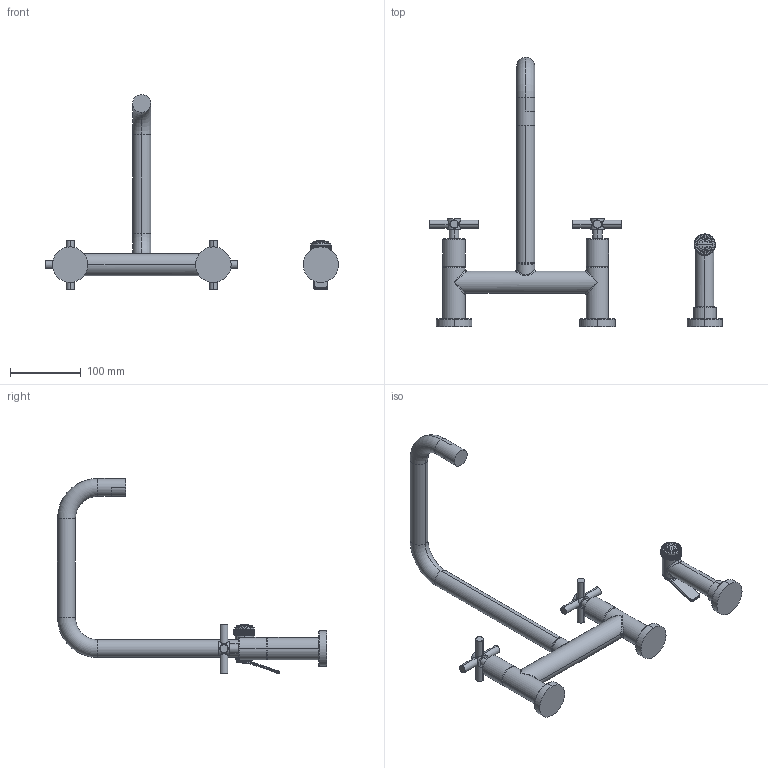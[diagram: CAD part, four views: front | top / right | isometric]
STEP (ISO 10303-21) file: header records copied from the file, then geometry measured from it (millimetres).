
FILE_DESCRIPTION((''),'2;1');
FILE_NAME('1400-5412','2021-02-25T16:01:42',('rsmith'),(''),'CREO PARAMETRIC BY PTC INC, 2018400','CREO PARAMETRIC BY PTC INC, 2018400','');
FILE_SCHEMA(('AUTOMOTIVE_DESIGN { 1 0 10303 214 1 1 1 1 }'));
Length unit declared in the file: inch
Products named in the file (1): 1400-5412
Bounding box: 415.67 x 381.48 x 276.6 mm (x, y, z)
Volume: 784393.9 mm3; surface area: 133358.3 mm2
Topology: 4 solids, 5 shells, 698 faces, 1889 edges, 1228 vertices
Faces by surface type: plane 310, cylinder 251, bspline 77, torus 41, cone 15, sphere 4
Entity records: 47018 total; most frequent: CARTESIAN_POINT 17520, ORIENTED_EDGE 3778, DIRECTION 3351, PRESENTATION_STYLE_ASSIGNMENT 2525, STYLED_ITEM 1893, CURVE_STYLE 1889, EDGE_CURVE 1889, AXIS2_PLACEMENT_3D 1246
